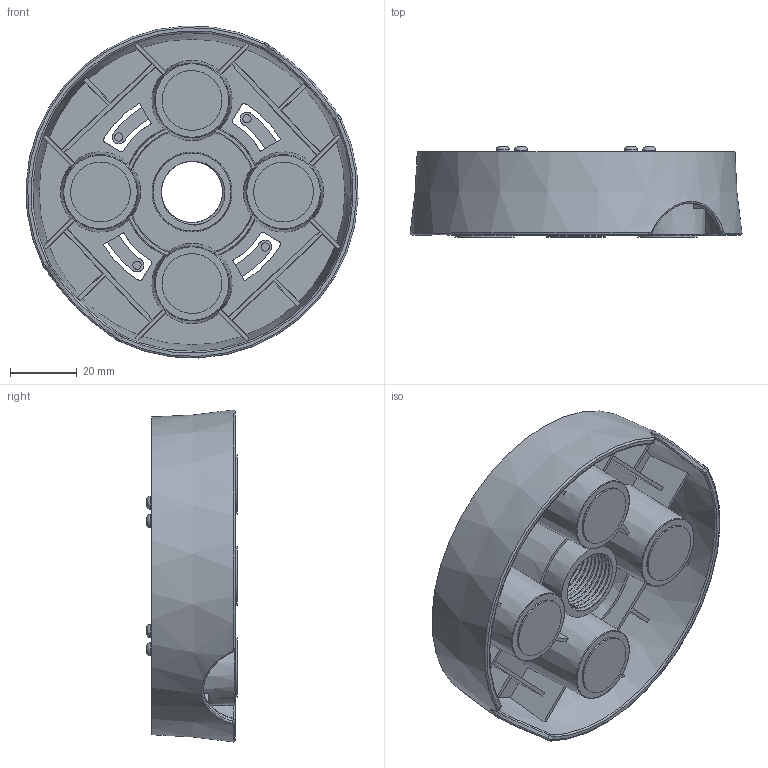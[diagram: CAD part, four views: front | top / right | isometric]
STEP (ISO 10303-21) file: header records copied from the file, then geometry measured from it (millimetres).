
FILE_DESCRIPTION (( 'STEP AP214' ), '1' );
FILE_NAME ('MMB.A.MA85X_Web.STEP', '2024-07-23T03:53:58', ( '' ), ( '' ), 'SwSTEP 2.0', 'SolidWorks 2022', '' );
FILE_SCHEMA (( 'AUTOMOTIVE_DESIGN' ));
Length unit declared in the file: millimetre
Products named in the file (4): PRT.000368 Megnetic base_D01 (Tooling open); Prt.001018 Wool Felting; 000915H000000A N48M NdFeB; MMB.A.MA85X_Web
Assembly tree (9 placements, depth 2):
  MMB.A.MA85X_Web
    PRT.000368 Megnetic base_D01 (Tooling open)
    Prt.001018 Wool Felting  x4
    000915H000000A N48M NdFeB  x4
Bounding box: 99.74 x 27.14 x 99.74 mm (x, y, z)
Volume: 48683.4 mm3; surface area: 56990.3 mm2
Topology: 13 solids, 13 shells, 243 faces, 586 edges, 378 vertices
Faces by surface type: plane 125, cone 63, bspline 24, cylinder 19, torus 12
Full cylindrical faces by diameter (mm): 18 x12
Entity records: 10371 total; most frequent: CARTESIAN_POINT 5473, DIRECTION 972, ORIENTED_EDGE 962, EDGE_CURVE 481, AXIS2_PLACEMENT_3D 402, VERTEX_POINT 328, EDGE_LOOP 263, FACE_OUTER_BOUND 220
